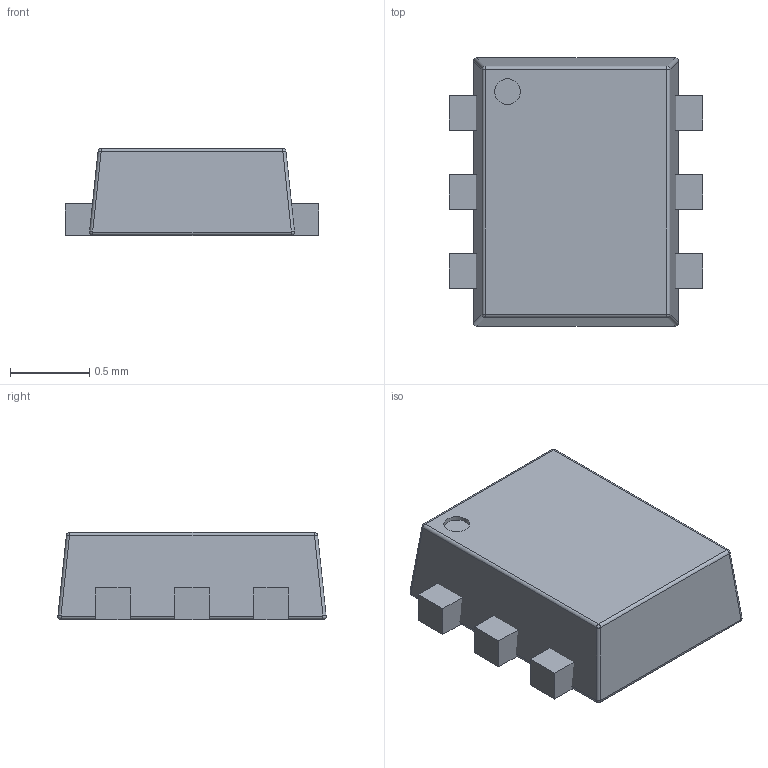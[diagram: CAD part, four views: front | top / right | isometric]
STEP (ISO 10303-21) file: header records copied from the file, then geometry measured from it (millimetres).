
FILE_DESCRIPTION(('Open CASCADE Model'),'2;1');
FILE_NAME('Open CASCADE Shape Model','2016-04-29T09:19:45',('Author'),( 'Open CASCADE'),'Open CASCADE STEP processor 6.8','Open CASCADE 6.8' ,'Unknown');
FILE_SCHEMA(('AUTOMOTIVE_DESIGN { 1 0 10303 214 1 1 1 1 }'));
Length unit declared in the file: millimetre
Products named in the file (7): PCB; Designator1; -1952434832; Open_CASCADE_STEP_translator_6.8_44.1; Body; Open_CASCADE_STEP_translator_6.8_44.2.1; lead
Assembly tree (10 placements, depth 4):
  PCB
  Designator1
    -1952434832
      Open_CASCADE_STEP_translator_6.8_44.1
      Body
        Open_CASCADE_STEP_translator_6.8_44.2.1
      lead  x6
Bounding box: 1.6 x 1.7 x 0.55 mm (x, y, z)
Volume: 1.2 mm3; surface area: 8.7 mm2
Topology: 7 solids, 8 shells, 65 faces, 132 edges, 75 vertices
Faces by surface type: plane 44, cylinder 13, sphere 8
Full cylindrical faces by diameter (mm): 0.163 x1
Entity records: 2250 total; most frequent: CARTESIAN_POINT 726, DIRECTION 285, LINE 137, VECTOR 137, ORIENTED_EDGE 127, PCURVE 127, DEFINITIONAL_REPRESENTATION 127, AXIS2_PLACEMENT_3D 73
